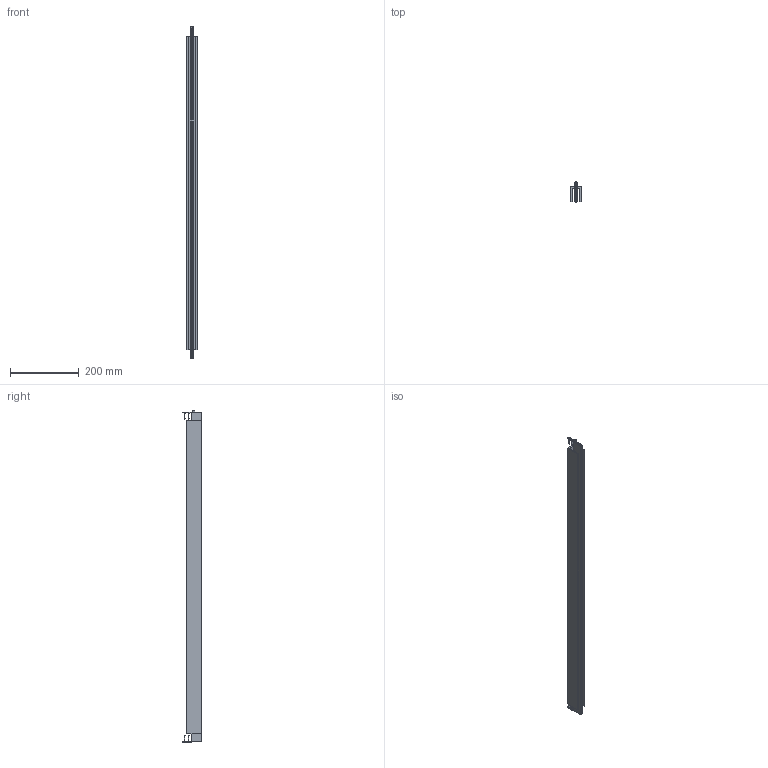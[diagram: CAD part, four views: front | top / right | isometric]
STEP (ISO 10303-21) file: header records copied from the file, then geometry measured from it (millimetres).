
FILE_DESCRIPTION (( 'STEP AP203' ), '1' );
FILE_NAME ('MinE-FV960.STEP', '2025-03-03T13:46:56', ( '' ), ( '' ), 'SwSTEP 2.0', 'SolidWorks 2023', '' );
FILE_SCHEMA (( 'CONFIG_CONTROL_DESIGN' ));
Products named in the file (7): Haltewinkel_Haltewinkel TW; Aussengehäuse_MinE_960; Innengeometrie_US_960; Luftkanal_MinE_V; Betätigungsteil_MinE; Schraube 3x20_01; MinE-FV960
Assembly tree (10 placements, depth 2):
  MinE-FV960
    Aussengehäuse_MinE_960
    Betätigungsteil_MinE
    Innengeometrie_US_960
    Haltewinkel_Haltewinkel TW  x2
    Schraube 3x20_01  x4
    Luftkanal_MinE_V
Bounding box: 30 x 57.14 x 967 mm (x, y, z)
Volume: 530213.4 mm3; surface area: 470342.3 mm2
Topology: 58 solids, 58 shells, 2399 faces, 6733 edges, 4476 vertices
Faces by surface type: bspline 1155, plane 1128, cylinder 90, cone 24, torus 2
Entity records: 114993 total; most frequent: CARTESIAN_POINT 66818, ORIENTED_EDGE 11772, DIRECTION 5994, EDGE_CURVE 5886, VERTEX_POINT 3921, LINE 3696, VECTOR 3696, EDGE_LOOP 2375
